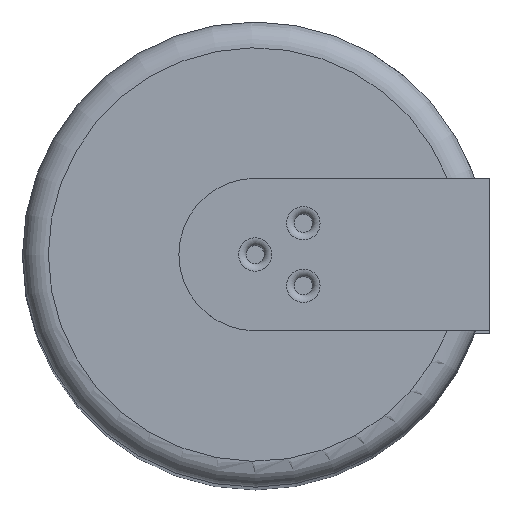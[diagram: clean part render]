
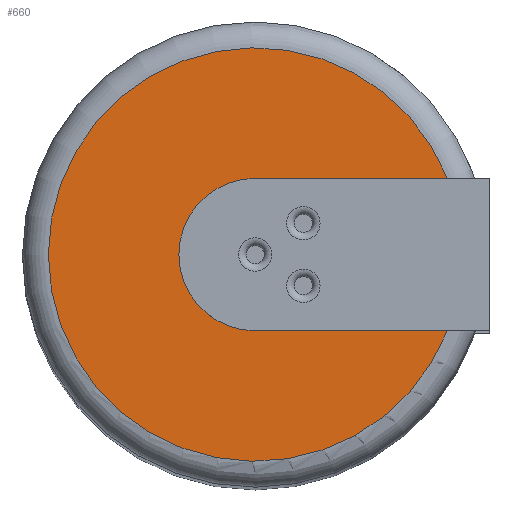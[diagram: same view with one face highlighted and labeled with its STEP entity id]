
A CAD part, top view. The second image highlights one B-rep face of the part: STEP entity #660.
In plain terms, the highlighted planar face has unit normal (0, 0, 1).
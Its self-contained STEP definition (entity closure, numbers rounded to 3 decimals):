
#136 = PLANE('',#137);
#137 = AXIS2_PLACEMENT_3D('',#138,#139,#140);
#138 = CARTESIAN_POINT('',(9.832,1.741,64.15));
#139 = DIRECTION('',(0.,1.,0.));
#140 = DIRECTION('',(-1.,0.,0.));
#165 = CYLINDRICAL_SURFACE('',#166,2.95);
#166 = AXIS2_PLACEMENT_3D('',#167,#168,#169);
#167 = CARTESIAN_POINT('',(-1.868,-1.209,64.15));
#168 = DIRECTION('',(0.,0.,1.));
#169 = DIRECTION('',(0.,1.,0.));
#193 = PLANE('',#194);
#194 = AXIS2_PLACEMENT_3D('',#195,#196,#197);
#195 = CARTESIAN_POINT('',(-1.868,-4.159,64.15));
#196 = DIRECTION('',(0.,-1.,0.));
#197 = DIRECTION('',(1.,0.,0.));
#319 = VERTEX_POINT('',#320);
#320 = CARTESIAN_POINT('',(5.568,1.741,64.15));
#346 = EDGE_CURVE('',#347,#319,#349,.T.);
#347 = VERTEX_POINT('',#348);
#348 = CARTESIAN_POINT('',(-1.868,1.741,64.15));
#349 = SURFACE_CURVE('',#350,(#354,#361),.PCURVE_S1.);
#350 = LINE('',#351,#352);
#351 = CARTESIAN_POINT('',(3.982,1.741,64.15));
#352 = VECTOR('',#353,1.);
#353 = DIRECTION('',(1.,0.,0.));
#354 = PCURVE('',#136,#355);
#355 = DEFINITIONAL_REPRESENTATION('',(#356),#360);
#356 = LINE('',#357,#358);
#357 = CARTESIAN_POINT('',(5.85,0.));
#358 = VECTOR('',#359,1.);
#359 = DIRECTION('',(-1.,0.));
#360 = ( GEOMETRIC_REPRESENTATION_CONTEXT(2) 
PARAMETRIC_REPRESENTATION_CONTEXT() REPRESENTATION_CONTEXT('2D SPACE',''
  ) );
#361 = PCURVE('',#362,#367);
#362 = PLANE('',#363);
#363 = AXIS2_PLACEMENT_3D('',#364,#365,#366);
#364 = CARTESIAN_POINT('',(-1.868,-1.209,64.15));
#365 = DIRECTION('',(0.,0.,-1.));
#366 = DIRECTION('',(-1.,0.,0.));
#367 = DEFINITIONAL_REPRESENTATION('',(#368),#372);
#368 = LINE('',#369,#370);
#369 = CARTESIAN_POINT('',(-5.85,2.95));
#370 = VECTOR('',#371,1.);
#371 = DIRECTION('',(-1.,0.));
#372 = ( GEOMETRIC_REPRESENTATION_CONTEXT(2) 
PARAMETRIC_REPRESENTATION_CONTEXT() REPRESENTATION_CONTEXT('2D SPACE',''
  ) );
#444 = EDGE_CURVE('',#445,#447,#449,.T.);
#445 = VERTEX_POINT('',#446);
#446 = CARTESIAN_POINT('',(5.568,-4.159,64.15));
#447 = VERTEX_POINT('',#448);
#448 = CARTESIAN_POINT('',(-1.868,-4.159,64.15));
#449 = SURFACE_CURVE('',#450,(#454,#461),.PCURVE_S1.);
#450 = LINE('',#451,#452);
#451 = CARTESIAN_POINT('',(-1.868,-4.159,64.15));
#452 = VECTOR('',#453,1.);
#453 = DIRECTION('',(-1.,0.,0.));
#454 = PCURVE('',#193,#455);
#455 = DEFINITIONAL_REPRESENTATION('',(#456),#460);
#456 = LINE('',#457,#458);
#457 = CARTESIAN_POINT('',(0.,0.));
#458 = VECTOR('',#459,1.);
#459 = DIRECTION('',(-1.,0.));
#460 = ( GEOMETRIC_REPRESENTATION_CONTEXT(2) 
PARAMETRIC_REPRESENTATION_CONTEXT() REPRESENTATION_CONTEXT('2D SPACE',''
  ) );
#461 = PCURVE('',#362,#462);
#462 = DEFINITIONAL_REPRESENTATION('',(#463),#467);
#463 = LINE('',#464,#465);
#464 = CARTESIAN_POINT('',(0.,-2.95));
#465 = VECTOR('',#466,1.);
#466 = DIRECTION('',(1.,0.));
#467 = ( GEOMETRIC_REPRESENTATION_CONTEXT(2) 
PARAMETRIC_REPRESENTATION_CONTEXT() REPRESENTATION_CONTEXT('2D SPACE',''
  ) );
#516 = EDGE_CURVE('',#447,#347,#517,.T.);
#517 = SURFACE_CURVE('',#518,(#523,#530),.PCURVE_S1.);
#518 = CIRCLE('',#519,2.95);
#519 = AXIS2_PLACEMENT_3D('',#520,#521,#522);
#520 = CARTESIAN_POINT('',(-1.868,-1.209,64.15));
#521 = DIRECTION('',(0.,0.,-1.));
#522 = DIRECTION('',(0.,1.,0.));
#523 = PCURVE('',#165,#524);
#524 = DEFINITIONAL_REPRESENTATION('',(#525),#529);
#525 = LINE('',#526,#527);
#526 = CARTESIAN_POINT('',(6.283,0.));
#527 = VECTOR('',#528,1.);
#528 = DIRECTION('',(-1.,0.));
#529 = ( GEOMETRIC_REPRESENTATION_CONTEXT(2) 
PARAMETRIC_REPRESENTATION_CONTEXT() REPRESENTATION_CONTEXT('2D SPACE',''
  ) );
#530 = PCURVE('',#362,#531);
#531 = DEFINITIONAL_REPRESENTATION('',(#532),#536);
#532 = CIRCLE('',#533,2.95);
#533 = AXIS2_PLACEMENT_2D('',#534,#535);
#534 = CARTESIAN_POINT('',(0.,0.));
#535 = DIRECTION('',(0.,1.));
#536 = ( GEOMETRIC_REPRESENTATION_CONTEXT(2) 
PARAMETRIC_REPRESENTATION_CONTEXT() REPRESENTATION_CONTEXT('2D SPACE',''
  ) );
#660 = ADVANCED_FACE('',(#661),#362,.F.);
#661 = FACE_BOUND('',#662,.T.);
#662 = EDGE_LOOP('',(#663,#664,#691,#692));
#663 = ORIENTED_EDGE('',*,*,#346,.T.);
#664 = ORIENTED_EDGE('',*,*,#665,.F.);
#665 = EDGE_CURVE('',#445,#319,#666,.T.);
#666 = SURFACE_CURVE('',#667,(#672,#679),.PCURVE_S1.);
#667 = CIRCLE('',#668,8.);
#668 = AXIS2_PLACEMENT_3D('',#669,#670,#671);
#669 = CARTESIAN_POINT('',(-1.868,-1.209,64.15));
#670 = DIRECTION('',(0.,0.,-1.));
#671 = DIRECTION('',(0.882,0.471,0.));
#672 = PCURVE('',#362,#673);
#673 = DEFINITIONAL_REPRESENTATION('',(#674),#678);
#674 = CIRCLE('',#675,8.);
#675 = AXIS2_PLACEMENT_2D('',#676,#677);
#676 = CARTESIAN_POINT('',(0.,0.));
#677 = DIRECTION('',(-0.882,0.471));
#678 = ( GEOMETRIC_REPRESENTATION_CONTEXT(2) 
PARAMETRIC_REPRESENTATION_CONTEXT() REPRESENTATION_CONTEXT('2D SPACE',''
  ) );
#679 = PCURVE('',#680,#685);
#680 = TOROIDAL_SURFACE('',#681,8.,1.);
#681 = AXIS2_PLACEMENT_3D('',#682,#683,#684);
#682 = CARTESIAN_POINT('',(-1.868,-1.209,63.15));
#683 = DIRECTION('',(0.,0.,-1.));
#684 = DIRECTION('',(-1.,0.,0.));
#685 = DEFINITIONAL_REPRESENTATION('',(#686),#690);
#686 = LINE('',#687,#688);
#687 = CARTESIAN_POINT('',(-3.632,4.712));
#688 = VECTOR('',#689,1.);
#689 = DIRECTION('',(1.,0.));
#690 = ( GEOMETRIC_REPRESENTATION_CONTEXT(2) 
PARAMETRIC_REPRESENTATION_CONTEXT() REPRESENTATION_CONTEXT('2D SPACE',''
  ) );
#691 = ORIENTED_EDGE('',*,*,#444,.T.);
#692 = ORIENTED_EDGE('',*,*,#516,.T.);
